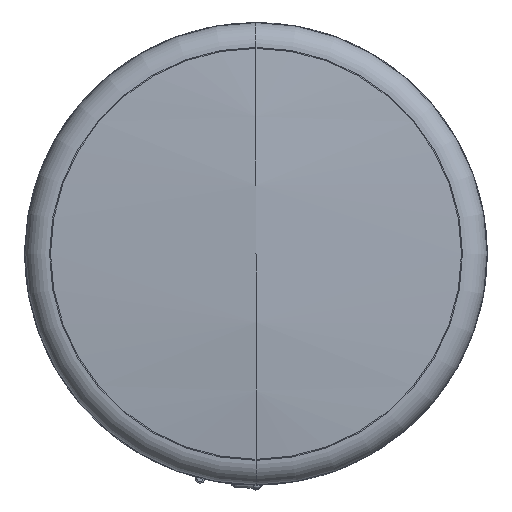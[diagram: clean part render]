
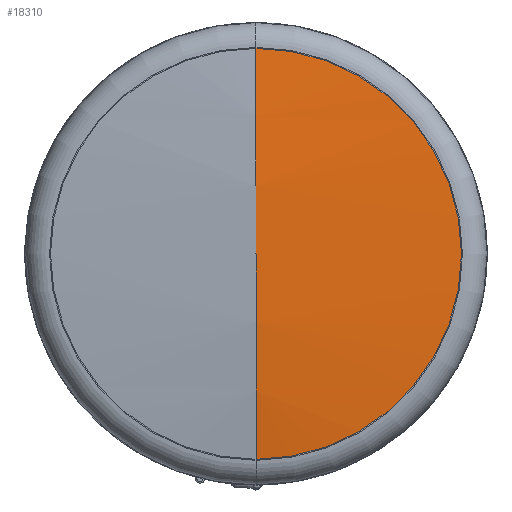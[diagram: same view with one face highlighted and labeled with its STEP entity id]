
A CAD part, front view. The second image highlights one B-rep face of the part: STEP entity #18310.
In plain terms, the highlighted spherical face has radius 242.803 mm.
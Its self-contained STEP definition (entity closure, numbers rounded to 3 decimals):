
#2688=CARTESIAN_POINT('',(0.,-252.35,0.));
#2689=DIRECTION('',(0.,1.,0.));
#2690=DIRECTION('',(0.,0.,1.));
#2691=AXIS2_PLACEMENT_3D('',#2688,#2689,#2690);
#2698=CARTESIAN_POINT('',(0.,-11.548,0.));
#2699=DIRECTION('',(1.,0.,0.));
#2700=DIRECTION('',(0.,-0.992,0.128));
#2701=AXIS2_PLACEMENT_3D('',#2698,#2699,#2700);
#2703=CARTESIAN_POINT('',(0.,-11.548,0.));
#2704=DIRECTION('',(-1.,0.,0.));
#2705=DIRECTION('',(0.,-0.992,-0.128));
#2706=AXIS2_PLACEMENT_3D('',#2703,#2704,#2705);
#15748=CARTESIAN_POINT('',(0.,-252.35,31.1));
#15749=CARTESIAN_POINT('',(0.,-252.35,-31.1));
#15750=VERTEX_POINT('',#15748);
#15751=VERTEX_POINT('',#15749);
#15752=CARTESIAN_POINT('',(0.,-254.35,0.));
#15753=VERTEX_POINT('',#15752);
#18298=CARTESIAN_POINT('',(0.,-11.548,0.));
#18299=DIRECTION('',(0.,-1.,0.));
#18300=DIRECTION('',(0.,0.,-1.));
#18301=AXIS2_PLACEMENT_3D('',#18298,#18299,#18300);
#18302=SPHERICAL_SURFACE('',#18301,242.803);
#18303=ORIENTED_EDGE('',*,*,#18291,.T.);
#18305=ORIENTED_EDGE('',*,*,#18304,.T.);
#18307=ORIENTED_EDGE('',*,*,#18306,.F.);
#18308=EDGE_LOOP('',(#18303,#18305,#18307));
#18309=FACE_OUTER_BOUND('',#18308,.F.);
#18310=ADVANCED_FACE('',(#18309),#18302,.T.);
#2692=CIRCLE('',#2691,31.1);
#2702=CIRCLE('',#2701,242.803);
#2707=CIRCLE('',#2706,242.803);
#18291=EDGE_CURVE('',#15750,#15751,#2692,.T.);
#18304=EDGE_CURVE('',#15751,#15753,#2707,.T.);
#18306=EDGE_CURVE('',#15750,#15753,#2702,.T.);
